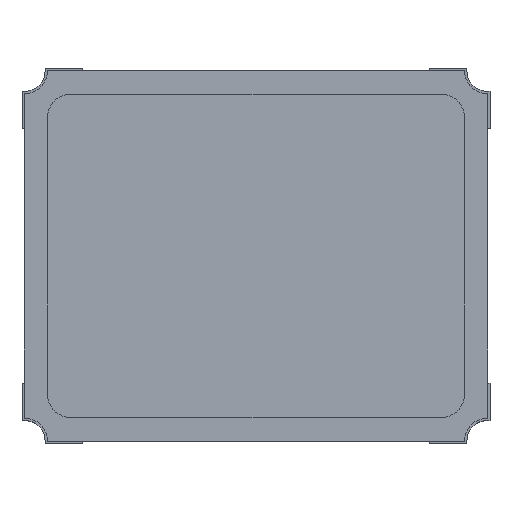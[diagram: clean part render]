
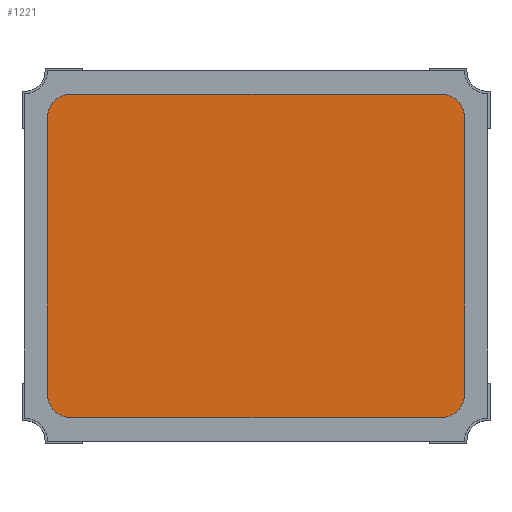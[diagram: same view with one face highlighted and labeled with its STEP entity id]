
A CAD part, top view. The second image highlights one B-rep face of the part: STEP entity #1221.
In plain terms, the highlighted planar face has unit normal (0, 0, 1).
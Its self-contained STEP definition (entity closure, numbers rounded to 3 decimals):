
#35=PLANE('',#1315);
#95=FACE_OUTER_BOUND('',#166,.T.);
#166=EDGE_LOOP('',(#910,#911,#912,#913,#914,#915,#916,#917));
#237=LINE('',#1807,#376);
#241=LINE('',#1819,#380);
#245=LINE('',#1831,#384);
#249=LINE('',#1843,#388);
#376=VECTOR('',#1448,10.);
#380=VECTOR('',#1460,10.);
#384=VECTOR('',#1472,10.);
#388=VECTOR('',#1484,10.);
#506=CIRCLE('',#1302,0.1);
#508=CIRCLE('',#1306,0.1);
#510=CIRCLE('',#1310,0.1);
#512=CIRCLE('',#1314,0.1);
#553=VERTEX_POINT('',#1804);
#554=VERTEX_POINT('',#1806);
#556=VERTEX_POINT('',#1812);
#558=VERTEX_POINT('',#1818);
#560=VERTEX_POINT('',#1824);
#562=VERTEX_POINT('',#1830);
#564=VERTEX_POINT('',#1836);
#566=VERTEX_POINT('',#1842);
#679=EDGE_CURVE('',#554,#553,#237,.T.);
#682=EDGE_CURVE('',#556,#554,#506,.T.);
#685=EDGE_CURVE('',#558,#556,#241,.T.);
#688=EDGE_CURVE('',#560,#558,#508,.T.);
#691=EDGE_CURVE('',#562,#560,#245,.T.);
#694=EDGE_CURVE('',#564,#562,#510,.T.);
#697=EDGE_CURVE('',#566,#564,#249,.T.);
#700=EDGE_CURVE('',#553,#566,#512,.T.);
#910=ORIENTED_EDGE('',*,*,#700,.T.);
#911=ORIENTED_EDGE('',*,*,#697,.T.);
#912=ORIENTED_EDGE('',*,*,#694,.T.);
#913=ORIENTED_EDGE('',*,*,#691,.T.);
#914=ORIENTED_EDGE('',*,*,#688,.T.);
#915=ORIENTED_EDGE('',*,*,#685,.T.);
#916=ORIENTED_EDGE('',*,*,#682,.T.);
#917=ORIENTED_EDGE('',*,*,#679,.T.);
#1221=ADVANCED_FACE('',(#95),#35,.T.);
#1302=AXIS2_PLACEMENT_3D('',#1813,#1454,#1455);
#1306=AXIS2_PLACEMENT_3D('',#1825,#1466,#1467);
#1310=AXIS2_PLACEMENT_3D('',#1837,#1478,#1479);
#1314=AXIS2_PLACEMENT_3D('',#1847,#1490,#1491);
#1315=AXIS2_PLACEMENT_3D('',#1848,#1492,#1493);
#1448=DIRECTION('',(-1.,0.,0.));
#1454=DIRECTION('center_axis',(0.,0.,1.));
#1455=DIRECTION('ref_axis',(1.,0.,0.));
#1460=DIRECTION('',(0.,1.,0.));
#1466=DIRECTION('center_axis',(0.,0.,1.));
#1467=DIRECTION('ref_axis',(0.,-1.,0.));
#1472=DIRECTION('',(1.,0.,0.));
#1478=DIRECTION('center_axis',(0.,0.,1.));
#1479=DIRECTION('ref_axis',(-1.,0.,0.));
#1484=DIRECTION('',(0.,-1.,0.));
#1490=DIRECTION('center_axis',(0.,0.,1.));
#1491=DIRECTION('ref_axis',(0.,1.,0.));
#1492=DIRECTION('center_axis',(0.,0.,1.));
#1493=DIRECTION('ref_axis',(-1.,0.,0.));
#1804=CARTESIAN_POINT('',(-0.8,0.697,0.6));
#1806=CARTESIAN_POINT('',(0.8,0.697,0.6));
#1807=CARTESIAN_POINT('',(-0.8,0.697,0.6));
#1812=CARTESIAN_POINT('',(0.9,0.597,0.6));
#1813=CARTESIAN_POINT('Origin',(0.8,0.597,0.6));
#1818=CARTESIAN_POINT('',(0.9,-0.597,0.6));
#1819=CARTESIAN_POINT('',(0.9,0.597,0.6));
#1824=CARTESIAN_POINT('',(0.8,-0.697,0.6));
#1825=CARTESIAN_POINT('Origin',(0.8,-0.597,0.6));
#1830=CARTESIAN_POINT('',(-0.8,-0.697,0.6));
#1831=CARTESIAN_POINT('',(0.8,-0.697,0.6));
#1836=CARTESIAN_POINT('',(-0.9,-0.597,0.6));
#1837=CARTESIAN_POINT('Origin',(-0.8,-0.597,0.6));
#1842=CARTESIAN_POINT('',(-0.9,0.597,0.6));
#1843=CARTESIAN_POINT('',(-0.9,-0.597,0.6));
#1847=CARTESIAN_POINT('Origin',(-0.8,0.597,0.6));
#1848=CARTESIAN_POINT('Origin',(0.,0.,
0.6));
